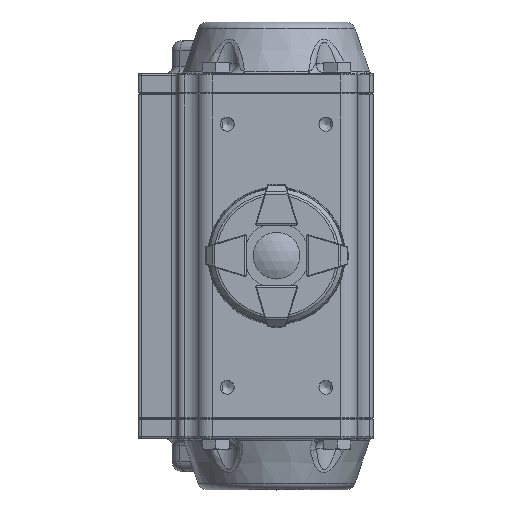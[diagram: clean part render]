
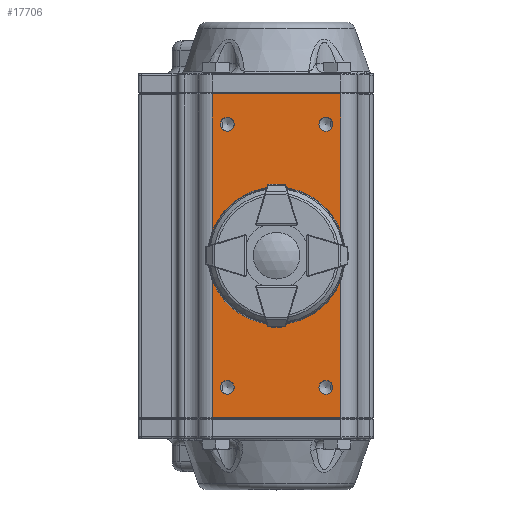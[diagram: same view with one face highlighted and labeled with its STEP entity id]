
A CAD part, top view. The second image highlights one B-rep face of the part: STEP entity #17706.
In plain terms, the highlighted face is planar.
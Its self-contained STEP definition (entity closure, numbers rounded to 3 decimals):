
#768=PLANE('',#19172);
#1171=CIRCLE('',#18926,11.75);
#1214=CIRCLE('',#18983,2.1);
#1216=CIRCLE('',#18987,2.1);
#1218=CIRCLE('',#18991,2.1);
#1220=CIRCLE('',#18995,2.1);
#4043=ORIENTED_EDGE('',*,*,#7910,.F.);
#4044=ORIENTED_EDGE('',*,*,#7980,.T.);
#4045=ORIENTED_EDGE('',*,*,#7912,.T.);
#4046=ORIENTED_EDGE('',*,*,#7981,.T.);
#4047=ORIENTED_EDGE('',*,*,#7706,.F.);
#4048=ORIENTED_EDGE('',*,*,#7694,.F.);
#4049=ORIENTED_EDGE('',*,*,#7698,.F.);
#4050=ORIENTED_EDGE('',*,*,#7702,.F.);
#4051=ORIENTED_EDGE('',*,*,#7614,.F.);
#7614=EDGE_CURVE('',#9817,#9817,#1171,.T.);
#7694=EDGE_CURVE('',#9896,#9896,#1214,.T.);
#7698=EDGE_CURVE('',#9900,#9900,#1216,.T.);
#7702=EDGE_CURVE('',#9904,#9904,#1218,.T.);
#7706=EDGE_CURVE('',#9908,#9908,#1220,.T.);
#7910=EDGE_CURVE('',#10042,#10043,#11401,.T.);
#7912=EDGE_CURVE('',#10044,#10045,#11402,.T.);
#7980=EDGE_CURVE('',#10042,#10044,#11462,.T.);
#7981=EDGE_CURVE('',#10045,#10043,#11463,.T.);
#9817=VERTEX_POINT('',#26924);
#9896=VERTEX_POINT('',#27318);
#9900=VERTEX_POINT('',#27338);
#9904=VERTEX_POINT('',#27358);
#9908=VERTEX_POINT('',#27378);
#10042=VERTEX_POINT('',#27945);
#10043=VERTEX_POINT('',#27947);
#10044=VERTEX_POINT('',#27951);
#10045=VERTEX_POINT('',#27952);
#11401=LINE('',#27946,#12579);
#11402=LINE('',#27950,#12580);
#11462=LINE('',#28088,#12640);
#11463=LINE('',#28089,#12641);
#12579=VECTOR('',#22266,1000.);
#12580=VECTOR('',#22271,1000.);
#12640=VECTOR('',#22399,1000.);
#12641=VECTOR('',#22400,1000.);
#13687=EDGE_LOOP('',(#4043,#4044,#4045,#4046));
#13688=EDGE_LOOP('',(#4047));
#13689=EDGE_LOOP('',(#4048));
#13690=EDGE_LOOP('',(#4049));
#13691=EDGE_LOOP('',(#4050));
#13692=EDGE_LOOP('',(#4051));
#14921=FACE_BOUND('',#13687,.T.);
#14922=FACE_BOUND('',#13688,.T.);
#14923=FACE_BOUND('',#13689,.T.);
#14924=FACE_BOUND('',#13690,.T.);
#14925=FACE_BOUND('',#13691,.T.);
#14926=FACE_BOUND('',#13692,.T.);
#17706=ADVANCED_FACE('',(#14921,#14922,#14923,#14924,#14925,#14926),#768,
 .T.);
#18926=AXIS2_PLACEMENT_3D('',#26923,#21728,#21729);
#18983=AXIS2_PLACEMENT_3D('',#27317,#21865,#21866);
#18987=AXIS2_PLACEMENT_3D('',#27337,#21873,#21874);
#18991=AXIS2_PLACEMENT_3D('',#27357,#21881,#21882);
#18995=AXIS2_PLACEMENT_3D('',#27377,#21889,#21890);
#19172=AXIS2_PLACEMENT_3D('',#28087,#22397,#22398);
#21728=DIRECTION('',(0.,1.,0.));
#21729=DIRECTION('',(0.,0.,1.));
#21865=DIRECTION('',(0.,1.,0.));
#21866=DIRECTION('',(0.,0.,1.));
#21873=DIRECTION('',(0.,1.,0.));
#21874=DIRECTION('',(0.,0.,1.));
#21881=DIRECTION('',(0.,1.,0.));
#21882=DIRECTION('',(0.,0.,1.));
#21889=DIRECTION('',(0.,1.,0.));
#21890=DIRECTION('',(0.,0.,1.));
#22266=DIRECTION('',(0.,0.,-1.));
#22271=DIRECTION('',(0.,0.,-1.));
#22397=DIRECTION('',(0.,1.,0.));
#22398=DIRECTION('',(1.,0.,0.));
#22399=DIRECTION('',(1.,0.,0.));
#22400=DIRECTION('',(-1.,0.,0.));
#26923=CARTESIAN_POINT('',(0.,36.5,0.));
#26924=CARTESIAN_POINT('',(0.,36.5,11.75));
#27317=CARTESIAN_POINT('',(15.,36.5,-40.));
#27318=CARTESIAN_POINT('',(15.,36.5,-37.9));
#27337=CARTESIAN_POINT('',(-15.,36.5,40.));
#27338=CARTESIAN_POINT('',(-15.,36.5,42.1));
#27357=CARTESIAN_POINT('',(15.,36.5,40.));
#27358=CARTESIAN_POINT('',(15.,36.5,42.1));
#27377=CARTESIAN_POINT('',(-15.,36.5,-40.));
#27378=CARTESIAN_POINT('',(-15.,36.5,-37.9));
#27945=CARTESIAN_POINT('',(-19.5,36.5,49.2));
#27946=CARTESIAN_POINT('',(-19.5,36.5,49.5));
#27947=CARTESIAN_POINT('',(-19.5,36.5,-49.2));
#27950=CARTESIAN_POINT('',(19.5,36.5,49.5));
#27951=CARTESIAN_POINT('',(19.5,36.5,49.2));
#27952=CARTESIAN_POINT('',(19.5,36.5,-49.2));
#28087=CARTESIAN_POINT('',(-19.5,36.5,49.5));
#28088=CARTESIAN_POINT('',(-19.5,36.5,49.2));
#28089=CARTESIAN_POINT('',(-19.5,36.5,-49.2));
